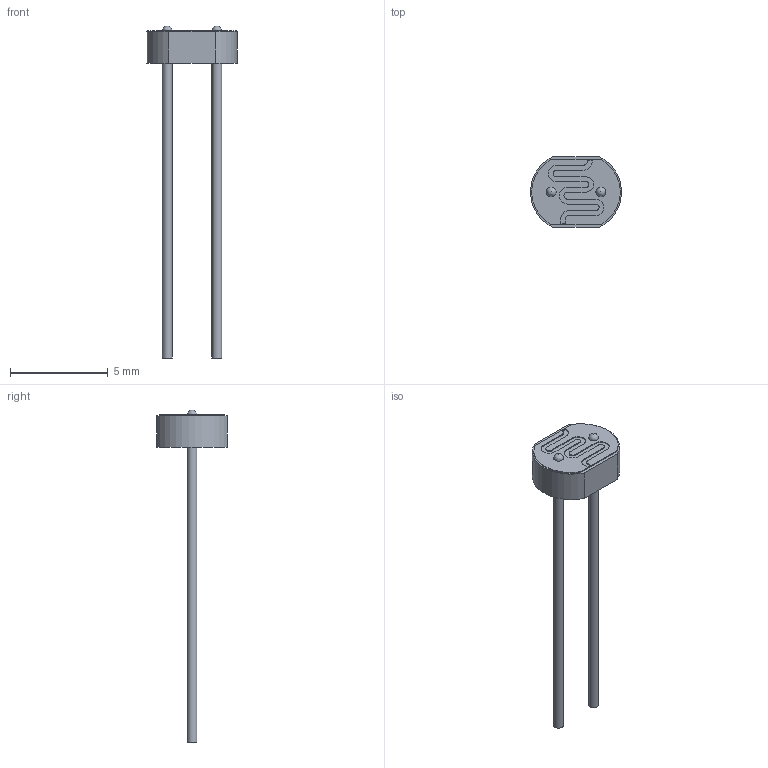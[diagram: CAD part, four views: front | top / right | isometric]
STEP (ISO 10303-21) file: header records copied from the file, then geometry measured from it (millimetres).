
FILE_DESCRIPTION(('FreeCAD Model'),'2;1');
FILE_NAME('Open CASCADE Shape Model','2022-03-31T14:52:51',('Author'),( ''),'Open CASCADE STEP processor 7.5','FreeCAD','Unknown');
FILE_SCHEMA(('AUTOMOTIVE_DESIGN { 1 0 10303 214 1 1 1 1 }'));
Length unit declared in the file: millimetre
Products named in the file (5): Part; Body; RES; Pin; Pin001
Assembly tree (4 placements, depth 2):
  Part
    Body
    RES
    Pin
    Pin001
Bounding box: 4.64 x 3.6 x 17 mm (x, y, z)
Volume: 30.3 mm3; surface area: 127.1 mm2
Topology: 4 solids, 4 shells, 46 faces, 112 edges, 74 vertices
Faces by surface type: plane 26, cylinder 18, revolution 2
Full cylindrical faces by diameter (mm): 0.5 x2
Entity records: 2953 total; most frequent: DIRECTION 476, CARTESIAN_POINT 475, LINE 260, VECTOR 260, ORIENTED_EDGE 224, PCURVE 224, DEFINITIONAL_REPRESENTATION 224, EDGE_CURVE 112
